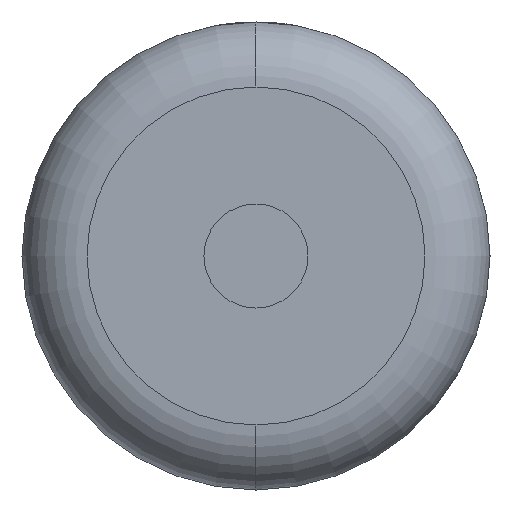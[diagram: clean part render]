
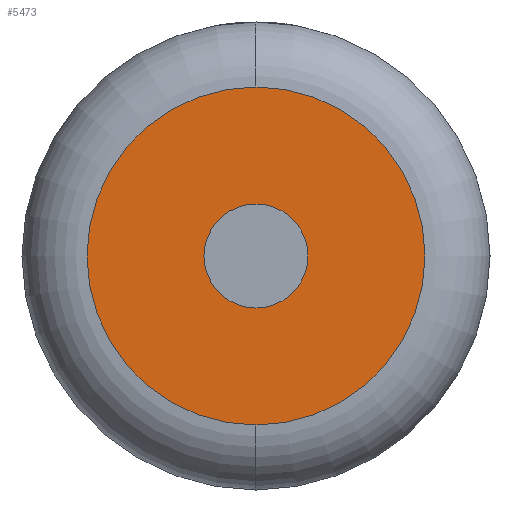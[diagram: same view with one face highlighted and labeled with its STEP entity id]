
A CAD part, left-side view. The second image highlights one B-rep face of the part: STEP entity #5473.
In plain terms, the highlighted planar face has unit normal (-1, 0, 0).
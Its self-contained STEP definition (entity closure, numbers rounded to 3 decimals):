
#6 = PLANE ( 'NONE',  #7054 ) ;
#214 = CARTESIAN_POINT ( 'NONE',  ( 0., 0., 13. ) ) ;
#499 = ORIENTED_EDGE ( 'NONE', *, *, #1365, .F. ) ;
#726 = EDGE_CURVE ( 'NONE', #2803, #5091, #5021, .T. ) ;
#1016 = CARTESIAN_POINT ( 'NONE',  ( 0., 0., 4. ) ) ;
#1105 = DIRECTION ( 'NONE',  ( 0., 0., -1. ) ) ;
#1279 = DIRECTION ( 'NONE',  ( -1., 0., 0. ) ) ;
#1365 = EDGE_CURVE ( 'NONE', #2259, #2042, #3341, .T. ) ;
#1820 = FACE_OUTER_BOUND ( 'NONE', #5395, .T. ) ;
#1943 = AXIS2_PLACEMENT_3D ( 'NONE', #6121, #5736, #1105 ) ;
#2003 = CIRCLE ( 'NONE', #1943, 4. ) ;
#2042 = VERTEX_POINT ( 'NONE', #1016 ) ;
#2184 = CIRCLE ( 'NONE', #7080, 13. ) ;
#2259 = VERTEX_POINT ( 'NONE', #6361 ) ;
#2338 = DIRECTION ( 'NONE',  ( -1., 0., 0. ) ) ;
#2526 = CARTESIAN_POINT ( 'NONE',  ( 0., 0., -13. ) ) ;
#2803 = VERTEX_POINT ( 'NONE', #2526 ) ;
#2898 = ORIENTED_EDGE ( 'NONE', *, *, #3980, .T. ) ;
#3341 = CIRCLE ( 'NONE', #6369, 4. ) ;
#3450 = AXIS2_PLACEMENT_3D ( 'NONE', #6821, #2338, #3513 ) ;
#3502 = ORIENTED_EDGE ( 'NONE', *, *, #4480, .F. ) ;
#3513 = DIRECTION ( 'NONE',  ( 0., 0., -1. ) ) ;
#3530 = DIRECTION ( 'NONE',  ( 0., 0., -1. ) ) ;
#3980 = EDGE_CURVE ( 'NONE', #5091, #2803, #2184, .T. ) ;
#4004 = FACE_BOUND ( 'NONE', #6232, .T. ) ;
#4480 = EDGE_CURVE ( 'NONE', #2042, #2259, #2003, .T. ) ;
#4663 = DIRECTION ( 'NONE',  ( 0., 0., -1. ) ) ;
#5021 = CIRCLE ( 'NONE', #3450, 13. ) ;
#5091 = VERTEX_POINT ( 'NONE', #214 ) ;
#5274 = CARTESIAN_POINT ( 'NONE',  ( 0., 0., 0. ) ) ;
#5395 = EDGE_LOOP ( 'NONE', ( #5869, #2898 ) ) ;
#5473 = ADVANCED_FACE ( 'NONE', ( #1820, #4004 ), #6, .F. ) ;
#5736 = DIRECTION ( 'NONE',  ( -1., 0., 0. ) ) ;
#5778 = DIRECTION ( 'NONE',  ( 1., 0., 0. ) ) ;
#5814 = DIRECTION ( 'NONE',  ( -1., 0., 0. ) ) ;
#5841 = DIRECTION ( 'NONE',  ( 0., 0., -1. ) ) ;
#5869 = ORIENTED_EDGE ( 'NONE', *, *, #726, .T. ) ;
#6121 = CARTESIAN_POINT ( 'NONE',  ( 0., 0., 0. ) ) ;
#6232 = EDGE_LOOP ( 'NONE', ( #499, #3502 ) ) ;
#6261 = CARTESIAN_POINT ( 'NONE',  ( 0., 0., 0. ) ) ;
#6361 = CARTESIAN_POINT ( 'NONE',  ( 0., 0., -4. ) ) ;
#6369 = AXIS2_PLACEMENT_3D ( 'NONE', #6889, #1279, #3530 ) ;
#6821 = CARTESIAN_POINT ( 'NONE',  ( 0., 0., 0. ) ) ;
#6889 = CARTESIAN_POINT ( 'NONE',  ( 0., 0., 0. ) ) ;
#7054 = AXIS2_PLACEMENT_3D ( 'NONE', #6261, #5778, #4663 ) ;
#7080 = AXIS2_PLACEMENT_3D ( 'NONE', #5274, #5814, #5841 ) ;
